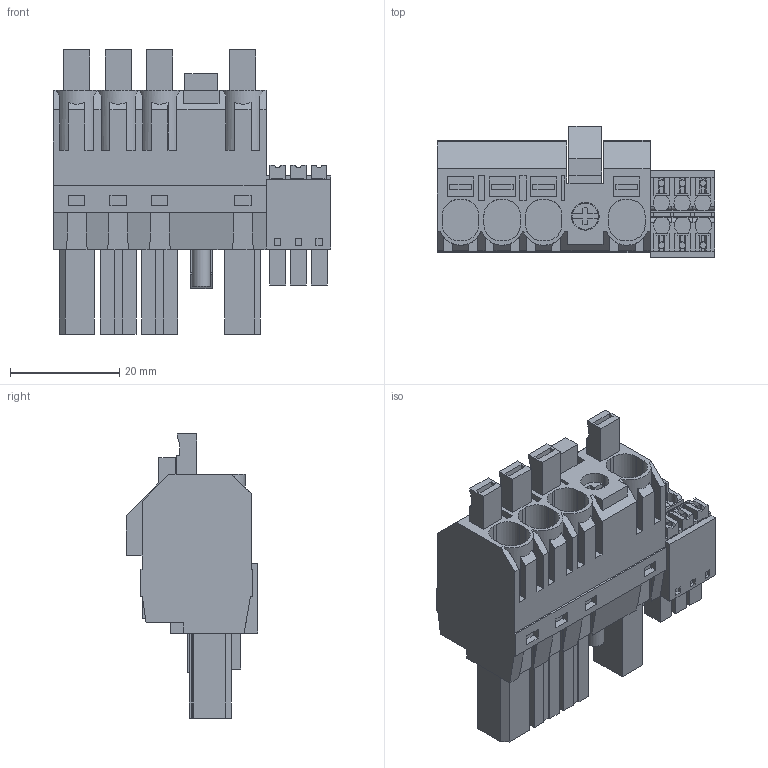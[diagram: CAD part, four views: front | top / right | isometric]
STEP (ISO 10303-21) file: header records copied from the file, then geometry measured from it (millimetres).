
FILE_DESCRIPTION(('CATIA V5 STEP Exchange','CAx-IF Rec.Pracs.--- Model Styling and Organization---1.4--- 2014-01-23'),'2;1');
FILE_NAME ('D1530553_1_2549570000_2549570000.stp','2023-09-07T12:39:18+00:00',('none'),('Weidmueller'),'CATIA Version 5-6 Release 2016 SP3 HF44','CATIA V5 STEP AP214','none');
FILE_SCHEMA(('AUTOMOTIVE_DESIGN { 1 0 10303 214 1 1 1 1 }'));
Length unit declared in the file: millimetre
Products named in the file (1): 2549570000
Bounding box: 50.84 x 24.13 x 52.11 mm (x, y, z)
Volume: 25021.4 mm3; surface area: 14144.4 mm2
Topology: 13 solids, 13 shells, 843 faces, 2335 edges, 1563 vertices
Faces by surface type: plane 759, cylinder 84
Entity records: 25425 total; most frequent: CARTESIAN_POINT 5004, ORIENTED_EDGE 4670, DIRECTION 3390, EDGE_CURVE 2335, VECTOR 2085, LINE 2085, VERTEX_POINT 1563, EDGE_LOOP 902
